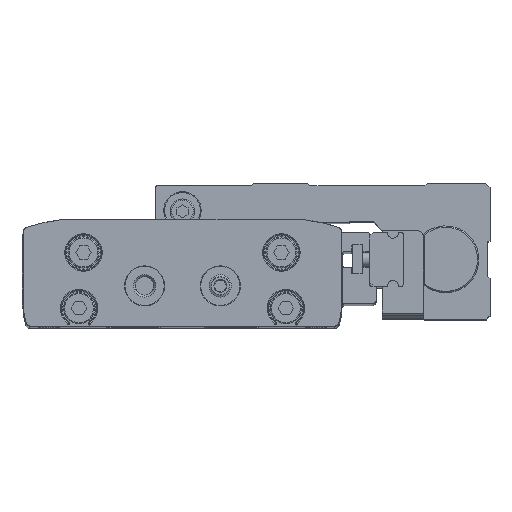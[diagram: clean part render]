
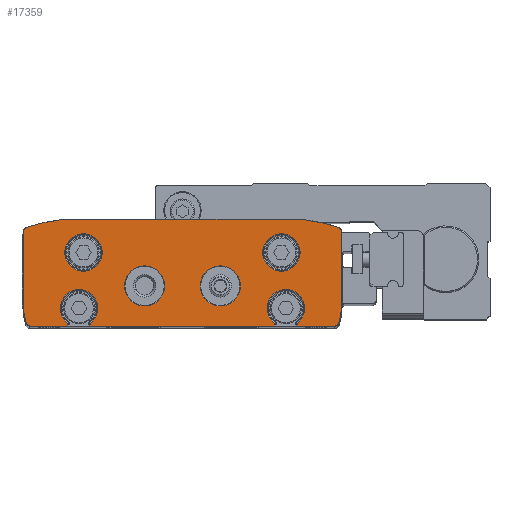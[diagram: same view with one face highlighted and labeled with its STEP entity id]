
A CAD part, top view. The second image highlights one B-rep face of the part: STEP entity #17359.
In plain terms, the highlighted planar face has unit normal (0, 0, 1).
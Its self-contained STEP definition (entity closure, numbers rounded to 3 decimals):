
#780=LINE('',#28837,#2307);
#789=LINE('',#28865,#2316);
#790=LINE('',#28873,#2317);
#799=LINE('',#28901,#2326);
#800=LINE('',#28904,#2327);
#801=LINE('',#28906,#2328);
#802=LINE('',#28912,#2329);
#803=LINE('',#28918,#2330);
#804=LINE('',#28924,#2331);
#805=LINE('',#28930,#2332);
#2307=VECTOR('',#23290,1000.);
#2316=VECTOR('',#23309,1000.);
#2317=VECTOR('',#23312,1000.);
#2326=VECTOR('',#23331,1000.);
#2327=VECTOR('',#23336,1000.);
#2328=VECTOR('',#23339,1000.);
#2329=VECTOR('',#23344,1000.);
#2330=VECTOR('',#23349,1000.);
#2331=VECTOR('',#23354,1000.);
#2332=VECTOR('',#23359,1000.);
#3927=ORIENTED_EDGE('',*,*,#8788,.F.);
#3928=ORIENTED_EDGE('',*,*,#8773,.T.);
#3929=ORIENTED_EDGE('',*,*,#8789,.T.);
#3930=ORIENTED_EDGE('',*,*,#8775,.F.);
#3931=ORIENTED_EDGE('',*,*,#8790,.F.);
#3932=ORIENTED_EDGE('',*,*,#8787,.T.);
#3933=ORIENTED_EDGE('',*,*,#8791,.T.);
#3934=ORIENTED_EDGE('',*,*,#8792,.T.);
#3935=ORIENTED_EDGE('',*,*,#8793,.T.);
#3936=ORIENTED_EDGE('',*,*,#8794,.T.);
#3937=ORIENTED_EDGE('',*,*,#8795,.T.);
#3938=ORIENTED_EDGE('',*,*,#8796,.T.);
#3939=ORIENTED_EDGE('',*,*,#8797,.T.);
#3940=ORIENTED_EDGE('',*,*,#8798,.T.);
#3941=ORIENTED_EDGE('',*,*,#8799,.T.);
#3942=ORIENTED_EDGE('',*,*,#8800,.T.);
#3943=ORIENTED_EDGE('',*,*,#8801,.T.);
#3944=ORIENTED_EDGE('',*,*,#8802,.T.);
#3945=ORIENTED_EDGE('',*,*,#8803,.T.);
#3946=ORIENTED_EDGE('',*,*,#8761,.F.);
#3947=ORIENTED_EDGE('',*,*,#8804,.F.);
#3948=ORIENTED_EDGE('',*,*,#8805,.F.);
#3949=ORIENTED_EDGE('',*,*,#8806,.F.);
#3950=ORIENTED_EDGE('',*,*,#8807,.F.);
#8761=EDGE_CURVE('',#11191,#11193,#780,.T.);
#8773=EDGE_CURVE('',#11201,#11202,#789,.T.);
#8775=EDGE_CURVE('',#11203,#11205,#790,.T.);
#8787=EDGE_CURVE('',#11213,#11214,#799,.T.);
#8788=EDGE_CURVE('',#11201,#11191,#12880,.T.);
#8789=EDGE_CURVE('',#11202,#11205,#800,.T.);
#8790=EDGE_CURVE('',#11213,#11203,#12881,.T.);
#8791=EDGE_CURVE('',#11214,#11215,#801,.T.);
#8792=EDGE_CURVE('',#11215,#11216,#12882,.T.);
#8793=EDGE_CURVE('',#11216,#11217,#12883,.T.);
#8794=EDGE_CURVE('',#11217,#11218,#802,.T.);
#8795=EDGE_CURVE('',#11218,#11219,#12884,.T.);
#8796=EDGE_CURVE('',#11219,#11220,#12885,.T.);
#8797=EDGE_CURVE('',#11220,#11221,#803,.T.);
#8798=EDGE_CURVE('',#11221,#11222,#12886,.T.);
#8799=EDGE_CURVE('',#11222,#11223,#12887,.T.);
#8800=EDGE_CURVE('',#11223,#11224,#804,.T.);
#8801=EDGE_CURVE('',#11224,#11225,#12888,.T.);
#8802=EDGE_CURVE('',#11225,#11226,#12889,.T.);
#8803=EDGE_CURVE('',#11226,#11193,#805,.T.);
#8804=EDGE_CURVE('',#11227,#11227,#12890,.T.);
#8805=EDGE_CURVE('',#11228,#11228,#12891,.T.);
#8806=EDGE_CURVE('',#11229,#11229,#12892,.T.);
#8807=EDGE_CURVE('',#11230,#11230,#12893,.T.);
#11191=VERTEX_POINT('',#28835);
#11193=VERTEX_POINT('',#28838);
#11201=VERTEX_POINT('',#28862);
#11202=VERTEX_POINT('',#28864);
#11203=VERTEX_POINT('',#28871);
#11205=VERTEX_POINT('',#28874);
#11213=VERTEX_POINT('',#28898);
#11214=VERTEX_POINT('',#28900);
#11215=VERTEX_POINT('',#28907);
#11216=VERTEX_POINT('',#28909);
#11217=VERTEX_POINT('',#28911);
#11218=VERTEX_POINT('',#28913);
#11219=VERTEX_POINT('',#28915);
#11220=VERTEX_POINT('',#28917);
#11221=VERTEX_POINT('',#28919);
#11222=VERTEX_POINT('',#28921);
#11223=VERTEX_POINT('',#28923);
#11224=VERTEX_POINT('',#28925);
#11225=VERTEX_POINT('',#28927);
#11226=VERTEX_POINT('',#28929);
#11227=VERTEX_POINT('',#28932);
#11228=VERTEX_POINT('',#28934);
#11229=VERTEX_POINT('',#28936);
#11230=VERTEX_POINT('',#28938);
#12880=CIRCLE('',#21199,4.2);
#12881=CIRCLE('',#21200,4.2);
#12882=CIRCLE('',#21201,1.);
#12883=CIRCLE('',#21202,15.);
#12884=CIRCLE('',#21203,1.);
#12885=CIRCLE('',#21204,35.);
#12886=CIRCLE('',#21205,35.);
#12887=CIRCLE('',#21206,1.);
#12888=CIRCLE('',#21207,15.);
#12889=CIRCLE('',#21208,1.);
#12890=CIRCLE('',#21209,4.2);
#12891=CIRCLE('',#21210,4.2);
#12892=CIRCLE('',#21211,4.5);
#12893=CIRCLE('',#21212,4.5);
#13717=EDGE_LOOP('',(#3927,#3928,#3929,#3930,#3931,#3932,#3933,#3934,#3935,
#3936,#3937,#3938,#3939,#3940,#3941,#3942,#3943,#3944,#3945,#3946));
#13718=EDGE_LOOP('',(#3947));
#13719=EDGE_LOOP('',(#3948));
#13720=EDGE_LOOP('',(#3949));
#13721=EDGE_LOOP('',(#3950));
#15254=FACE_BOUND('',#13717,.T.);
#15255=FACE_BOUND('',#13718,.T.);
#15256=FACE_BOUND('',#13719,.T.);
#15257=FACE_BOUND('',#13720,.T.);
#15258=FACE_BOUND('',#13721,.T.);
#16789=PLANE('',#21198);
#17359=ADVANCED_FACE('',(#15254,#15255,#15256,#15257,#15258),#16789,.T.);
#21198=AXIS2_PLACEMENT_3D('',#28902,#23332,#23333);
#21199=AXIS2_PLACEMENT_3D('',#28903,#23334,#23335);
#21200=AXIS2_PLACEMENT_3D('',#28905,#23337,#23338);
#21201=AXIS2_PLACEMENT_3D('',#28908,#23340,#23341);
#21202=AXIS2_PLACEMENT_3D('',#28910,#23342,#23343);
#21203=AXIS2_PLACEMENT_3D('',#28914,#23345,#23346);
#21204=AXIS2_PLACEMENT_3D('',#28916,#23347,#23348);
#21205=AXIS2_PLACEMENT_3D('',#28920,#23350,#23351);
#21206=AXIS2_PLACEMENT_3D('',#28922,#23352,#23353);
#21207=AXIS2_PLACEMENT_3D('',#28926,#23355,#23356);
#21208=AXIS2_PLACEMENT_3D('',#28928,#23357,#23358);
#21209=AXIS2_PLACEMENT_3D('',#28931,#23360,#23361);
#21210=AXIS2_PLACEMENT_3D('',#28933,#23362,#23363);
#21211=AXIS2_PLACEMENT_3D('',#28935,#23364,#23365);
#21212=AXIS2_PLACEMENT_3D('',#28937,#23366,#23367);
#23290=DIRECTION('',(0.,-1.,0.));
#23309=DIRECTION('',(0.,-1.,0.));
#23312=DIRECTION('',(0.,-1.,0.));
#23331=DIRECTION('',(0.,-1.,0.));
#23332=DIRECTION('',(0.,0.,1.));
#23333=DIRECTION('',(1.,0.,0.));
#23334=DIRECTION('',(0.,0.,1.));
#23335=DIRECTION('',(1.,0.,0.));
#23336=DIRECTION('',(1.,0.,0.));
#23337=DIRECTION('',(0.,0.,1.));
#23338=DIRECTION('',(1.,0.,0.));
#23339=DIRECTION('',(1.,0.,0.));
#23340=DIRECTION('',(0.,0.,1.));
#23341=DIRECTION('',(1.,0.,0.));
#23342=DIRECTION('',(0.,0.,1.));
#23343=DIRECTION('',(1.,0.,0.));
#23344=DIRECTION('',(0.,1.,0.));
#23345=DIRECTION('',(0.,0.,1.));
#23346=DIRECTION('',(1.,0.,0.));
#23347=DIRECTION('',(0.,0.,1.));
#23348=DIRECTION('',(1.,0.,0.));
#23349=DIRECTION('',(-1.,0.,0.));
#23350=DIRECTION('',(0.,0.,1.));
#23351=DIRECTION('',(1.,0.,0.));
#23352=DIRECTION('',(0.,0.,1.));
#23353=DIRECTION('',(1.,0.,0.));
#23354=DIRECTION('',(0.,-1.,0.));
#23355=DIRECTION('',(0.,0.,1.));
#23356=DIRECTION('',(1.,0.,0.));
#23357=DIRECTION('',(0.,0.,1.));
#23358=DIRECTION('',(1.,0.,0.));
#23359=DIRECTION('',(1.,0.,0.));
#23360=DIRECTION('',(0.,0.,1.));
#23361=DIRECTION('',(1.,0.,0.));
#23362=DIRECTION('',(0.,0.,1.));
#23363=DIRECTION('',(1.,0.,0.));
#23364=DIRECTION('',(0.,0.,1.));
#23365=DIRECTION('',(1.,0.,0.));
#23366=DIRECTION('',(0.,0.,1.));
#23367=DIRECTION('',(1.,0.,0.));
#28835=CARTESIAN_POINT('',(-25.7,0.625,155.));
#28837=CARTESIAN_POINT('',(-25.7,4.,155.));
#28838=CARTESIAN_POINT('',(-25.7,0.,155.));
#28862=CARTESIAN_POINT('',(-20.7,0.625,155.));
#28864=CARTESIAN_POINT('',(-20.7,0.,155.));
#28865=CARTESIAN_POINT('',(-20.7,4.,155.));
#28871=CARTESIAN_POINT('',(20.7,0.625,155.));
#28873=CARTESIAN_POINT('',(20.7,4.,155.));
#28874=CARTESIAN_POINT('',(20.7,0.,155.));
#28898=CARTESIAN_POINT('',(25.7,0.625,155.));
#28900=CARTESIAN_POINT('',(25.7,0.,155.));
#28901=CARTESIAN_POINT('',(25.7,4.,155.));
#28902=CARTESIAN_POINT('',(-20.7,5.,155.));
#28903=CARTESIAN_POINT('',(-23.2,4.,155.));
#28904=CARTESIAN_POINT('',(-34.116,0.,155.));
#28905=CARTESIAN_POINT('',(23.2,4.,155.));
#28906=CARTESIAN_POINT('',(-34.116,0.,155.));
#28907=CARTESIAN_POINT('',(34.116,0.,155.));
#28908=CARTESIAN_POINT('',(34.116,1.,155.));
#28909=CARTESIAN_POINT('',(35.075,0.714,155.));
#28910=CARTESIAN_POINT('',(20.7,5.,155.));
#28911=CARTESIAN_POINT('',(35.7,5.,155.));
#28912=CARTESIAN_POINT('',(35.7,5.,155.));
#28913=CARTESIAN_POINT('',(35.7,21.171,155.));
#28914=CARTESIAN_POINT('',(34.7,21.171,155.));
#28915=CARTESIAN_POINT('',(35.024,22.118,155.));
#28916=CARTESIAN_POINT('',(23.7,-11.,155.));
#28917=CARTESIAN_POINT('',(23.7,24.,155.));
#28918=CARTESIAN_POINT('',(23.7,24.,155.));
#28919=CARTESIAN_POINT('',(-23.7,24.,155.));
#28920=CARTESIAN_POINT('',(-23.7,-11.,155.));
#28921=CARTESIAN_POINT('',(-35.024,22.118,155.));
#28922=CARTESIAN_POINT('',(-34.7,21.171,155.));
#28923=CARTESIAN_POINT('',(-35.7,21.171,155.));
#28924=CARTESIAN_POINT('',(-35.7,21.171,155.));
#28925=CARTESIAN_POINT('',(-35.7,5.,155.));
#28926=CARTESIAN_POINT('',(-20.7,5.,155.));
#28927=CARTESIAN_POINT('',(-35.075,0.714,155.));
#28928=CARTESIAN_POINT('',(-34.116,1.,155.));
#28929=CARTESIAN_POINT('',(-34.116,0.,155.));
#28930=CARTESIAN_POINT('',(-34.116,0.,155.));
#28931=CARTESIAN_POINT('',(-22.2,16.5,155.));
#28932=CARTESIAN_POINT('',(-18.,16.5,155.));
#28933=CARTESIAN_POINT('',(22.2,16.5,155.));
#28934=CARTESIAN_POINT('',(26.4,16.5,155.));
#28935=CARTESIAN_POINT('',(-8.5,9.,155.));
#28936=CARTESIAN_POINT('',(-4.,9.,155.));
#28937=CARTESIAN_POINT('',(8.5,9.,155.));
#28938=CARTESIAN_POINT('',(13.,9.,155.));
